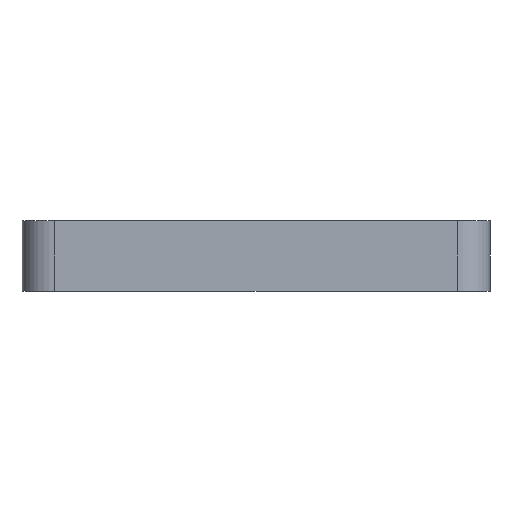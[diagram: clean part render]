
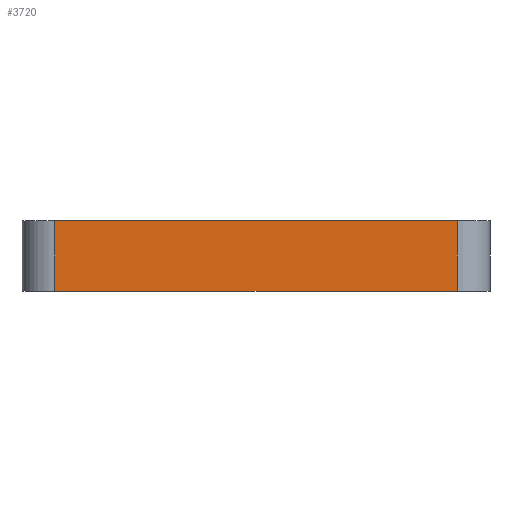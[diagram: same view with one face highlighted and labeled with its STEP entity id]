
A CAD part, front view. The second image highlights one B-rep face of the part: STEP entity #3720.
In plain terms, the highlighted planar face has unit normal (0, -1, 0).
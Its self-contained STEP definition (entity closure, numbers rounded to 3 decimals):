
#665=ORIENTED_EDGE('',*,*,#1786,.F.);
#666=ORIENTED_EDGE('',*,*,#1787,.F.);
#667=ORIENTED_EDGE('',*,*,#1529,.T.);
#668=ORIENTED_EDGE('',*,*,#1785,.T.);
#1529=EDGE_CURVE('',#2094,#2093,#2424,.T.);
#1785=EDGE_CURVE('',#2093,#2345,#2556,.T.);
#1786=EDGE_CURVE('',#2346,#2345,#2557,.T.);
#1787=EDGE_CURVE('',#2094,#2346,#2558,.T.);
#2093=VERTEX_POINT('',#5649);
#2094=VERTEX_POINT('',#5651);
#2345=VERTEX_POINT('',#6162);
#2346=VERTEX_POINT('',#6166);
#2424=LINE('',#5650,#2794);
#2556=LINE('',#6163,#2926);
#2557=LINE('',#6165,#2927);
#2558=LINE('',#6167,#2928);
#2794=VECTOR('',#4457,1000.);
#2926=VECTOR('',#4847,1000.);
#2927=VECTOR('',#4850,1000.);
#2928=VECTOR('',#4851,1000.);
#3164=EDGE_LOOP('',(#665,#666,#667,#668));
#3416=FACE_BOUND('',#3164,.T.);
#3622=PLANE('',#4098);
#3720=ADVANCED_FACE('',(#3416),#3622,.T.);
#4098=AXIS2_PLACEMENT_3D('',#6164,#4848,#4849);
#4457=DIRECTION('',(-1.,0.,0.));
#4847=DIRECTION('',(0.,0.,-1.));
#4848=DIRECTION('',(0.,-1.,0.));
#4849=DIRECTION('',(0.,0.,-1.));
#4850=DIRECTION('',(-1.,0.,0.));
#4851=DIRECTION('',(0.,0.,-1.));
#5649=CARTESIAN_POINT('',(-43.05,-60.402,7.4));
#5650=CARTESIAN_POINT('',(-0.3,-60.402,7.4));
#5651=CARTESIAN_POINT('',(42.45,-60.402,7.4));
#6162=CARTESIAN_POINT('',(-43.05,-60.402,-7.6));
#6163=CARTESIAN_POINT('',(-43.05,-60.402,7.4));
#6164=CARTESIAN_POINT('',(-0.3,-60.402,7.4));
#6165=CARTESIAN_POINT('',(-0.3,-60.402,-7.6));
#6166=CARTESIAN_POINT('',(42.45,-60.402,-7.6));
#6167=CARTESIAN_POINT('',(42.45,-60.402,7.4));
